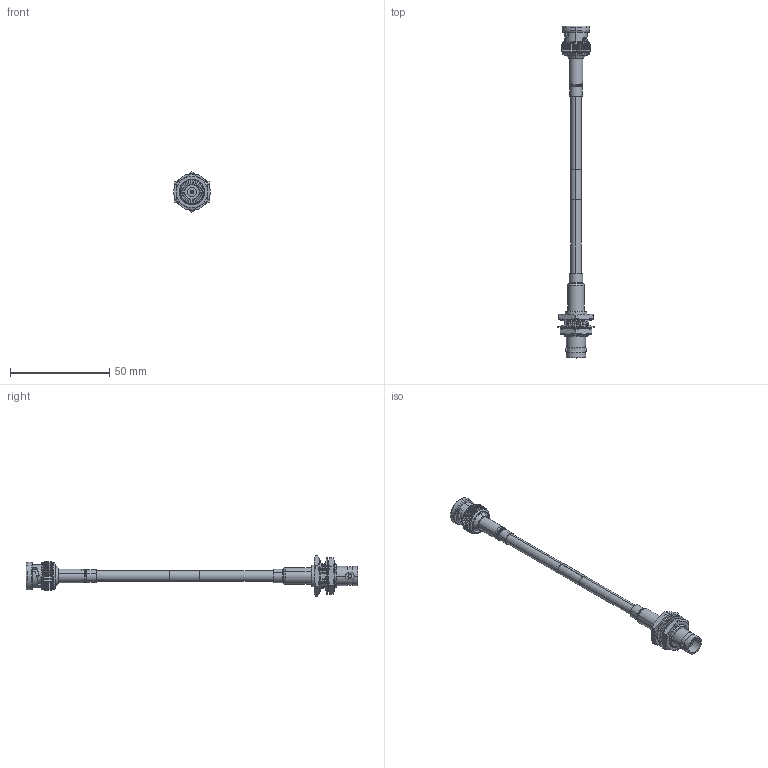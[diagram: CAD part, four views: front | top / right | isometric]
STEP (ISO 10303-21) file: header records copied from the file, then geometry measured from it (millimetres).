
FILE_DESCRIPTION (( 'STEP AP214' ), '1' );
FILE_NAME ('FMC00187_3D.STEP', '2021-11-05T21:54:50', ( '' ), ( '' ), 'SwSTEP 2.0', 'SolidWorks 2021', '' );
FILE_SCHEMA (( 'AUTOMOTIVE_DESIGN' ));
Length unit declared in the file: inch
Products named in the file (6): SC6023_Crimped; RG223_with label; CA-240-MA1_2_.75" Long; SC6017; FMC00187_3D; CA-240-MA1_.75" Long
Assembly tree (5 placements, depth 2):
  FMC00187_3D
    RG223_with label
    CA-240-MA1_.75" Long
    CA-240-MA1_2_.75" Long
    SC6023_Crimped
    SC6017
Bounding box: 18.34 x 166.84 x 20.16 mm (x, y, z)
Volume: 7483.8 mm3; surface area: 10688.8 mm2
Topology: 11 solids, 11 shells, 818 faces, 2015 edges, 1242 vertices
Faces by surface type: cylinder 254, plane 254, cone 201, bspline 91, torus 18
Entity records: 37987 total; most frequent: CARTESIAN_POINT 19437, ORIENTED_EDGE 4030, DIRECTION 3401, EDGE_CURVE 2015, AXIS2_PLACEMENT_3D 1397, VERTEX_POINT 1242, EDGE_LOOP 861, FACE_OUTER_BOUND 818
